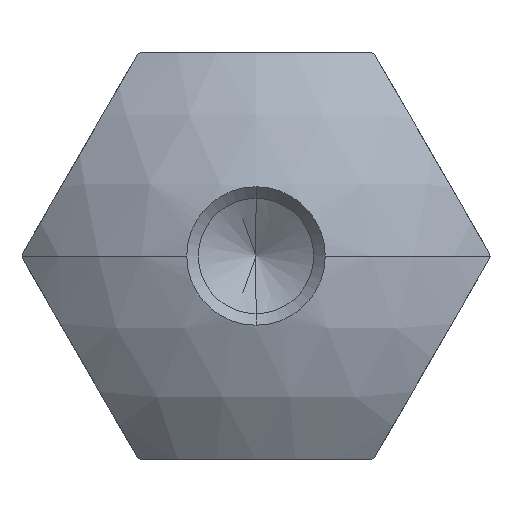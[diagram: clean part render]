
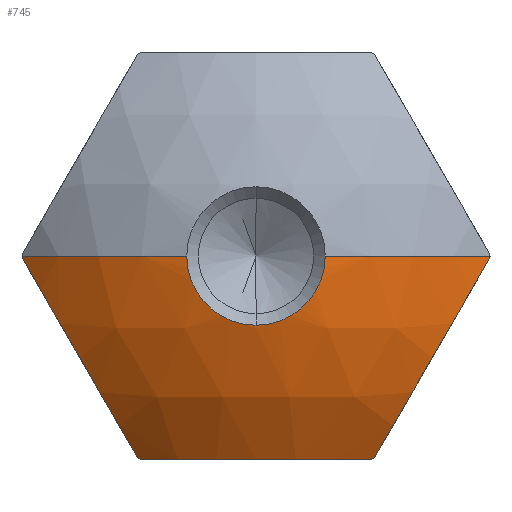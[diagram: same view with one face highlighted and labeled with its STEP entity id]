
A CAD part, front view. The second image highlights one B-rep face of the part: STEP entity #745.
In plain terms, the highlighted spherical face has radius 20 mm.
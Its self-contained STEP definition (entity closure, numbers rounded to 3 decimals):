
#3 = DIRECTION ( 'NONE',  ( 0., 0., 1. ) ) ;
#5 = CARTESIAN_POINT ( 'NONE',  ( 0., 2.596, 0. ) ) ;
#12 = DIRECTION ( 'NONE',  ( 0., 0., 1. ) ) ;
#45 = EDGE_CURVE ( 'NONE', #1252, #567, #102, .T. ) ;
#58 = DIRECTION ( 'NONE',  ( -0.5, 0., 0.866 ) ) ;
#75 = ORIENTED_EDGE ( 'NONE', *, *, #45, .F. ) ;
#83 = DIRECTION ( 'NONE',  ( 0., -1., 0. ) ) ;
#91 = AXIS2_PLACEMENT_3D ( 'NONE', #983, #417, #103 ) ;
#93 = EDGE_CURVE ( 'NONE', #1252, #674, #250, .T. ) ;
#95 = CARTESIAN_POINT ( 'NONE',  ( 4.083, -16.983, 0. ) ) ;
#99 = CARTESIAN_POINT ( 'NONE',  ( -13.8, -11.88, -0.098 ) ) ;
#102 = CIRCLE ( 'NONE', #540, 16. ) ;
#103 = DIRECTION ( 'NONE',  ( 0., 0., -1. ) ) ;
#104 = CIRCLE ( 'NONE', #870, 16. ) ;
#111 = DIRECTION ( 'NONE',  ( 0., 0., -1. ) ) ;
#114 = ORIENTED_EDGE ( 'NONE', *, *, #316, .T. ) ;
#121 = CARTESIAN_POINT ( 'NONE',  ( 0., 2.596, 0. ) ) ;
#140 = CARTESIAN_POINT ( 'NONE',  ( 0., -11.88, 0. ) ) ;
#149 = EDGE_CURVE ( 'NONE', #674, #1136, #600, .T. ) ;
#154 = DIRECTION ( 'NONE',  ( -0.866, 0., -0.5 ) ) ;
#158 = AXIS2_PLACEMENT_3D ( 'NONE', #510, #1177, #111 ) ;
#159 = CARTESIAN_POINT ( 'NONE',  ( -10.392, 2.596, -6. ) ) ;
#174 = AXIS2_PLACEMENT_3D ( 'NONE', #159, #154, #58 ) ;
#180 = VERTEX_POINT ( 'NONE', #876 ) ;
#201 = DIRECTION ( 'NONE',  ( 1., 0., 0. ) ) ;
#208 = ORIENTED_EDGE ( 'NONE', *, *, #545, .T. ) ;
#235 = ORIENTED_EDGE ( 'NONE', *, *, #315, .T. ) ;
#242 = AXIS2_PLACEMENT_3D ( 'NONE', #1176, #611, #3 ) ;
#250 = CIRCLE ( 'NONE', #1129, 13.8 ) ;
#258 = DIRECTION ( 'NONE',  ( 0., -1., 0. ) ) ;
#303 = EDGE_LOOP ( 'NONE', ( #759, #1216, #1141, #208, #542, #376, #872, #114, #929, #235, #75 ) ) ;
#315 = EDGE_CURVE ( 'NONE', #180, #567, #623, .T. ) ;
#316 = EDGE_CURVE ( 'NONE', #1007, #763, #1148, .T. ) ;
#327 = AXIS2_PLACEMENT_3D ( 'NONE', #845, #1047, #928 ) ;
#345 = CIRCLE ( 'NONE', #616, 4.083 ) ;
#346 = SPHERICAL_SURFACE ( 'NONE', #529, 20. ) ;
#362 = EDGE_CURVE ( 'NONE', #659, #1207, #556, .T. ) ;
#376 = ORIENTED_EDGE ( 'NONE', *, *, #1093, .T. ) ;
#417 = DIRECTION ( 'NONE',  ( 0., -1., 0. ) ) ;
#436 = CARTESIAN_POINT ( 'NONE',  ( 0., -16.983, -4.083 ) ) ;
#451 = DIRECTION ( 'NONE',  ( 0.866, 0., -0.5 ) ) ;
#458 = CARTESIAN_POINT ( 'NONE',  ( 10.392, 2.596, -6. ) ) ;
#474 = CIRCLE ( 'NONE', #1208, 13.8 ) ;
#510 = CARTESIAN_POINT ( 'NONE',  ( 0., -11.88, 0. ) ) ;
#529 = AXIS2_PLACEMENT_3D ( 'NONE', #121, #1100, #1015 ) ;
#538 = CARTESIAN_POINT ( 'NONE',  ( -6.815, -11.88, -12. ) ) ;
#540 = AXIS2_PLACEMENT_3D ( 'NONE', #458, #451, #1033 ) ;
#542 = ORIENTED_EDGE ( 'NONE', *, *, #362, .F. ) ;
#545 = EDGE_CURVE ( 'NONE', #946, #1207, #345, .T. ) ;
#556 = CIRCLE ( 'NONE', #1205, 20. ) ;
#567 = VERTEX_POINT ( 'NONE', #1269 ) ;
#574 = EDGE_CURVE ( 'NONE', #180, #763, #104, .T. ) ;
#591 = DIRECTION ( 'NONE',  ( 0., 0., -1. ) ) ;
#600 = CIRCLE ( 'NONE', #327, 20. ) ;
#611 = DIRECTION ( 'NONE',  ( 0., 1., 0. ) ) ;
#616 = AXIS2_PLACEMENT_3D ( 'NONE', #984, #995, #973 ) ;
#623 = CIRCLE ( 'NONE', #91, 13.8 ) ;
#628 = DIRECTION ( 'NONE',  ( -1., 0., 0. ) ) ;
#659 = VERTEX_POINT ( 'NONE', #942 ) ;
#674 = VERTEX_POINT ( 'NONE', #1040 ) ;
#696 = CIRCLE ( 'NONE', #242, 4.083 ) ;
#715 = EDGE_CURVE ( 'NONE', #1007, #862, #1217, .T. ) ;
#717 = CARTESIAN_POINT ( 'NONE',  ( -4.083, -16.983, 0. ) ) ;
#719 = DIRECTION ( 'NONE',  ( 0., 0., -1. ) ) ;
#732 = CARTESIAN_POINT ( 'NONE',  ( 0., 2.596, -12. ) ) ;
#733 = CARTESIAN_POINT ( 'NONE',  ( -6.985, -11.88, -11.902 ) ) ;
#745 = ADVANCED_FACE ( 'NONE', ( #1082 ), #346, .T. ) ;
#759 = ORIENTED_EDGE ( 'NONE', *, *, #93, .T. ) ;
#763 = VERTEX_POINT ( 'NONE', #538 ) ;
#845 = CARTESIAN_POINT ( 'NONE',  ( 0., 2.596, 0. ) ) ;
#862 = VERTEX_POINT ( 'NONE', #99 ) ;
#870 = AXIS2_PLACEMENT_3D ( 'NONE', #732, #719, #628 ) ;
#872 = ORIENTED_EDGE ( 'NONE', *, *, #715, .F. ) ;
#876 = CARTESIAN_POINT ( 'NONE',  ( 6.815, -11.88, -12. ) ) ;
#928 = DIRECTION ( 'NONE',  ( -1., 0., 0. ) ) ;
#929 = ORIENTED_EDGE ( 'NONE', *, *, #574, .F. ) ;
#942 = CARTESIAN_POINT ( 'NONE',  ( -13.8, -11.88, 0. ) ) ;
#946 = VERTEX_POINT ( 'NONE', #436 ) ;
#969 = CARTESIAN_POINT ( 'NONE',  ( 13.8, -11.88, -0.098 ) ) ;
#973 = DIRECTION ( 'NONE',  ( 0., 0., 1. ) ) ;
#983 = CARTESIAN_POINT ( 'NONE',  ( 0., -11.88, 0. ) ) ;
#984 = CARTESIAN_POINT ( 'NONE',  ( 0., -16.983, 0. ) ) ;
#995 = DIRECTION ( 'NONE',  ( 0., 1., 0. ) ) ;
#1007 = VERTEX_POINT ( 'NONE', #733 ) ;
#1015 = DIRECTION ( 'NONE',  ( -1., 0., 0. ) ) ;
#1033 = DIRECTION ( 'NONE',  ( -0.5, 0., -0.866 ) ) ;
#1040 = CARTESIAN_POINT ( 'NONE',  ( 13.8, -11.88, 0. ) ) ;
#1047 = DIRECTION ( 'NONE',  ( 0., 0., -1. ) ) ;
#1082 = FACE_OUTER_BOUND ( 'NONE', #303, .T. ) ;
#1093 = EDGE_CURVE ( 'NONE', #659, #862, #474, .T. ) ;
#1100 = DIRECTION ( 'NONE',  ( 0., 0., -1. ) ) ;
#1122 = CARTESIAN_POINT ( 'NONE',  ( 0., -11.88, 0. ) ) ;
#1129 = AXIS2_PLACEMENT_3D ( 'NONE', #1122, #258, #1137 ) ;
#1136 = VERTEX_POINT ( 'NONE', #95 ) ;
#1137 = DIRECTION ( 'NONE',  ( 0., 0., -1. ) ) ;
#1141 = ORIENTED_EDGE ( 'NONE', *, *, #1151, .T. ) ;
#1148 = CIRCLE ( 'NONE', #158, 13.8 ) ;
#1151 = EDGE_CURVE ( 'NONE', #1136, #946, #696, .T. ) ;
#1176 = CARTESIAN_POINT ( 'NONE',  ( 0., -16.983, 0. ) ) ;
#1177 = DIRECTION ( 'NONE',  ( 0., -1., 0. ) ) ;
#1205 = AXIS2_PLACEMENT_3D ( 'NONE', #5, #12, #201 ) ;
#1207 = VERTEX_POINT ( 'NONE', #717 ) ;
#1208 = AXIS2_PLACEMENT_3D ( 'NONE', #140, #83, #591 ) ;
#1216 = ORIENTED_EDGE ( 'NONE', *, *, #149, .T. ) ;
#1217 = CIRCLE ( 'NONE', #174, 16. ) ;
#1252 = VERTEX_POINT ( 'NONE', #969 ) ;
#1269 = CARTESIAN_POINT ( 'NONE',  ( 6.985, -11.88, -11.902 ) ) ;
